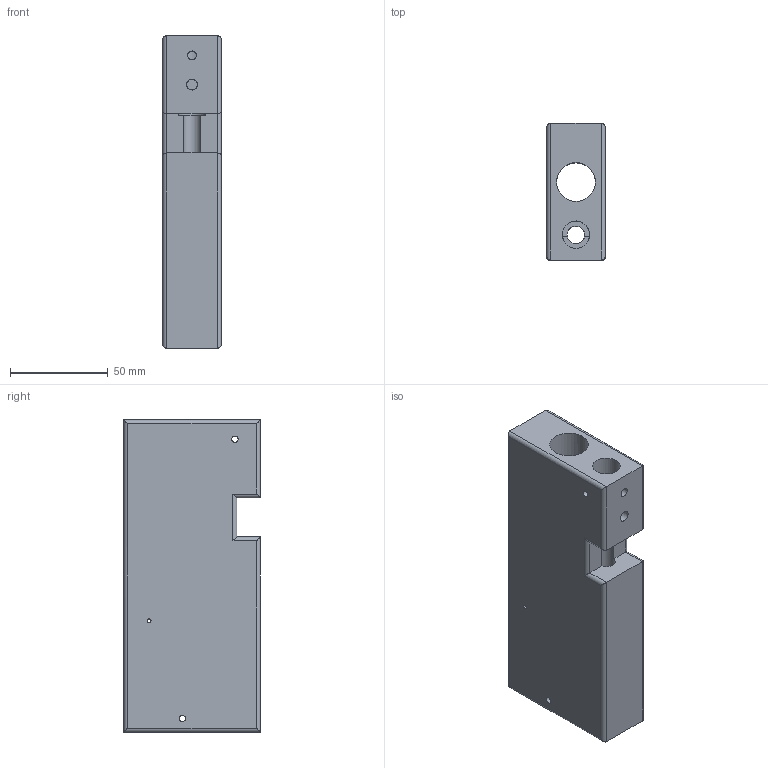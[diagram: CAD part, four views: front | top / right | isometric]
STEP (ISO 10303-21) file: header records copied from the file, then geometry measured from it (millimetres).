
FILE_DESCRIPTION(('FreeCAD Model'),'2;1');
FILE_NAME('Open CASCADE Shape Model','2025-09-16T15:10:21',(''),(''), 'Open CASCADE STEP processor 7.8','FreeCAD','Unknown');
FILE_SCHEMA(('AUTOMOTIVE_DESIGN { 1 0 10303 214 1 1 1 1 }'));
Length unit declared in the file: millimetre
Products named in the file (1): Body
Bounding box: 30 x 70 x 160 mm (x, y, z)
Volume: 243205.5 mm3; surface area: 53701.9 mm2
Topology: 1 solids, 1 shells, 73 faces, 194 edges, 122 vertices
Faces by surface type: cylinder 43, plane 24, torus 6
Full cylindrical faces by diameter (mm): 2 x2, 3.3 x4, 4.5 x4, 5.5 x3, 9 x1, 14.05 x1, 20 x1
Entity records: 3161 total; most frequent: CARTESIAN_POINT 1264, ORIENTED_EDGE 388, DIRECTION 386, EDGE_CURVE 194, AXIS2_PLACEMENT_3D 145, VERTEX_POINT 122, FACE_BOUND 100, EDGE_LOOP 100
